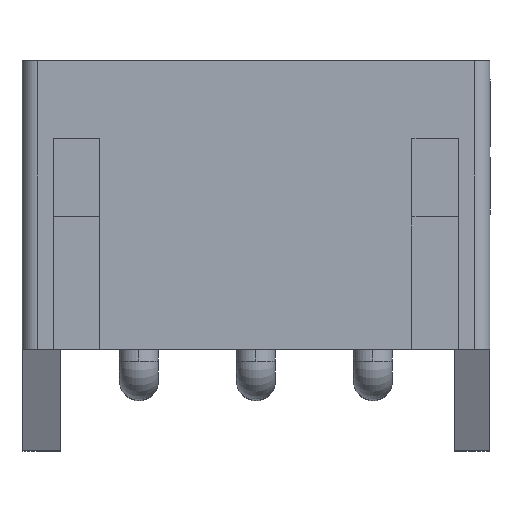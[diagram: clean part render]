
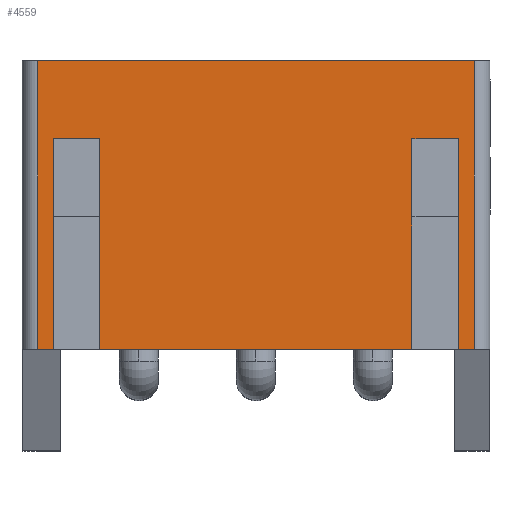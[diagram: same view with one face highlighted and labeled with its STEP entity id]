
A CAD part, top view. The second image highlights one B-rep face of the part: STEP entity #4559.
In plain terms, the highlighted planar face has unit normal (0, 0, 1).
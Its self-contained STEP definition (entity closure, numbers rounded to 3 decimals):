
#269 = DIRECTION ( 'NONE',  ( 0., 0., -1. ) ) ;
#313 = VECTOR ( 'NONE', #6863, 1000. ) ;
#425 = LINE ( 'NONE', #8363, #11514 ) ;
#600 = ORIENTED_EDGE ( 'NONE', *, *, #5274, .T. ) ;
#719 = EDGE_CURVE ( 'NONE', #3628, #1454, #5040, .T. ) ;
#1084 = DIRECTION ( 'NONE',  ( 0., -1., 0. ) ) ;
#1305 = LINE ( 'NONE', #17461, #2987 ) ;
#1311 = VERTEX_POINT ( 'NONE', #9928 ) ;
#1376 = EDGE_LOOP ( 'NONE', ( #13472, #3417, #16088, #6565, #13736, #8218, #10391, #16753, #11179, #11649, #600, #2223 ) ) ;
#1454 = VERTEX_POINT ( 'NONE', #16355 ) ;
#1590 = CARTESIAN_POINT ( 'NONE',  ( 2.6, 1.5, 1.85 ) ) ;
#1660 = EDGE_CURVE ( 'NONE', #16182, #4993, #10877, .T. ) ;
#2012 = VECTOR ( 'NONE', #7300, 1000. ) ;
#2133 = CARTESIAN_POINT ( 'NONE',  ( 3.001, -1.2, 1.85 ) ) ;
#2223 = ORIENTED_EDGE ( 'NONE', *, *, #17450, .T. ) ;
#2449 = VECTOR ( 'NONE', #4079, 1000. ) ;
#2582 = CARTESIAN_POINT ( 'NONE',  ( -2.6, 1.5, 1.85 ) ) ;
#2606 = VECTOR ( 'NONE', #3270, 1000. ) ;
#2885 = DIRECTION ( 'NONE',  ( -1., 0., 0. ) ) ;
#2979 = DIRECTION ( 'NONE',  ( 1., 0., 0. ) ) ;
#2987 = VECTOR ( 'NONE', #8277, 1000. ) ;
#3140 = CARTESIAN_POINT ( 'NONE',  ( 2.8, 0., 1.85 ) ) ;
#3224 = VERTEX_POINT ( 'NONE', #16719 ) ;
#3270 = DIRECTION ( 'NONE',  ( -1., 0., 0. ) ) ;
#3417 = ORIENTED_EDGE ( 'NONE', *, *, #10346, .T. ) ;
#3442 = EDGE_CURVE ( 'NONE', #14092, #3224, #6840, .T. ) ;
#3625 = VERTEX_POINT ( 'NONE', #1590 ) ;
#3628 = VERTEX_POINT ( 'NONE', #12579 ) ;
#4079 = DIRECTION ( 'NONE',  ( 0., 1., 0. ) ) ;
#4559 = ADVANCED_FACE ( 'NONE', ( #11856 ), #6546, .F. ) ;
#4993 = VERTEX_POINT ( 'NONE', #14805 ) ;
#5040 = LINE ( 'NONE', #7698, #15891 ) ;
#5155 = LINE ( 'NONE', #10538, #2449 ) ;
#5169 = EDGE_CURVE ( 'NONE', #9856, #6372, #5155, .T. ) ;
#5274 = EDGE_CURVE ( 'NONE', #6372, #3625, #425, .T. ) ;
#5429 = VECTOR ( 'NONE', #7537, 1000. ) ;
#5553 = CARTESIAN_POINT ( 'NONE',  ( 2.6, -1.2, 1.85 ) ) ;
#5901 = CARTESIAN_POINT ( 'NONE',  ( 0., 0., 1.85 ) ) ;
#6128 = CARTESIAN_POINT ( 'NONE',  ( 2., -1.2, 1.85 ) ) ;
#6372 = VERTEX_POINT ( 'NONE', #12782 ) ;
#6546 = PLANE ( 'NONE',  #15365 ) ;
#6565 = ORIENTED_EDGE ( 'NONE', *, *, #13426, .T. ) ;
#6840 = LINE ( 'NONE', #2582, #12355 ) ;
#6863 = DIRECTION ( 'NONE',  ( 0., -1., 0. ) ) ;
#6947 = LINE ( 'NONE', #7028, #313 ) ;
#6959 = DIRECTION ( 'NONE',  ( 0., 1., 0. ) ) ;
#6988 = DIRECTION ( 'NONE',  ( -1., 0., 0. ) ) ;
#7028 = CARTESIAN_POINT ( 'NONE',  ( 2.6, 1.5, 1.85 ) ) ;
#7300 = DIRECTION ( 'NONE',  ( -1., 0., 0. ) ) ;
#7417 = CARTESIAN_POINT ( 'NONE',  ( -2., -1.2, 1.85 ) ) ;
#7422 = EDGE_CURVE ( 'NONE', #4993, #14092, #13144, .T. ) ;
#7537 = DIRECTION ( 'NONE',  ( -1., 0., 0. ) ) ;
#7698 = CARTESIAN_POINT ( 'NONE',  ( -3., 2.5, 1.85 ) ) ;
#7703 = EDGE_CURVE ( 'NONE', #9856, #16182, #15746, .T. ) ;
#8158 = EDGE_CURVE ( 'NONE', #3224, #9853, #11771, .T. ) ;
#8218 = ORIENTED_EDGE ( 'NONE', *, *, #3442, .F. ) ;
#8277 = DIRECTION ( 'NONE',  ( 0., -1., 0. ) ) ;
#8363 = CARTESIAN_POINT ( 'NONE',  ( 2.6, 1.5, 1.85 ) ) ;
#8652 = EDGE_CURVE ( 'NONE', #1311, #17245, #14997, .T. ) ;
#8871 = CARTESIAN_POINT ( 'NONE',  ( -2.8, -1.2, 1.85 ) ) ;
#9700 = LINE ( 'NONE', #3140, #17302 ) ;
#9803 = CARTESIAN_POINT ( 'NONE',  ( -2., 1.5, 1.85 ) ) ;
#9853 = VERTEX_POINT ( 'NONE', #8871 ) ;
#9856 = VERTEX_POINT ( 'NONE', #6128 ) ;
#9928 = CARTESIAN_POINT ( 'NONE',  ( 2.8, -1.2, 1.85 ) ) ;
#10346 = EDGE_CURVE ( 'NONE', #1311, #3628, #9700, .T. ) ;
#10391 = ORIENTED_EDGE ( 'NONE', *, *, #7422, .F. ) ;
#10433 = DIRECTION ( 'NONE',  ( -1., 0., 0. ) ) ;
#10538 = CARTESIAN_POINT ( 'NONE',  ( 2., 1.5, 1.85 ) ) ;
#10877 = LINE ( 'NONE', #9803, #16638 ) ;
#11179 = ORIENTED_EDGE ( 'NONE', *, *, #7703, .F. ) ;
#11281 = CARTESIAN_POINT ( 'NONE',  ( -2.6, 1.5, 1.85 ) ) ;
#11514 = VECTOR ( 'NONE', #2979, 1000. ) ;
#11649 = ORIENTED_EDGE ( 'NONE', *, *, #5169, .T. ) ;
#11771 = LINE ( 'NONE', #15384, #2606 ) ;
#11856 = FACE_OUTER_BOUND ( 'NONE', #1376, .T. ) ;
#12355 = VECTOR ( 'NONE', #1084, 1000. ) ;
#12382 = DIRECTION ( 'NONE',  ( 0., 1., 0. ) ) ;
#12527 = CARTESIAN_POINT ( 'NONE',  ( 3.001, -1.2, 1.85 ) ) ;
#12579 = CARTESIAN_POINT ( 'NONE',  ( 2.8, 2.5, 1.85 ) ) ;
#12782 = CARTESIAN_POINT ( 'NONE',  ( 2., 1.5, 1.85 ) ) ;
#13144 = LINE ( 'NONE', #11281, #2012 ) ;
#13426 = EDGE_CURVE ( 'NONE', #1454, #9853, #1305, .T. ) ;
#13472 = ORIENTED_EDGE ( 'NONE', *, *, #8652, .F. ) ;
#13736 = ORIENTED_EDGE ( 'NONE', *, *, #8158, .F. ) ;
#14092 = VERTEX_POINT ( 'NONE', #14420 ) ;
#14420 = CARTESIAN_POINT ( 'NONE',  ( -2.6, 1.5, 1.85 ) ) ;
#14805 = CARTESIAN_POINT ( 'NONE',  ( -2., 1.5, 1.85 ) ) ;
#14997 = LINE ( 'NONE', #12527, #16727 ) ;
#15365 = AXIS2_PLACEMENT_3D ( 'NONE', #5901, #269, #6988 ) ;
#15384 = CARTESIAN_POINT ( 'NONE',  ( 3.001, -1.2, 1.85 ) ) ;
#15746 = LINE ( 'NONE', #2133, #5429 ) ;
#15891 = VECTOR ( 'NONE', #10433, 1000. ) ;
#16088 = ORIENTED_EDGE ( 'NONE', *, *, #719, .T. ) ;
#16182 = VERTEX_POINT ( 'NONE', #7417 ) ;
#16355 = CARTESIAN_POINT ( 'NONE',  ( -2.8, 2.5, 1.85 ) ) ;
#16638 = VECTOR ( 'NONE', #12382, 1000. ) ;
#16719 = CARTESIAN_POINT ( 'NONE',  ( -2.6, -1.2, 1.85 ) ) ;
#16727 = VECTOR ( 'NONE', #2885, 1000. ) ;
#16753 = ORIENTED_EDGE ( 'NONE', *, *, #1660, .F. ) ;
#17245 = VERTEX_POINT ( 'NONE', #5553 ) ;
#17302 = VECTOR ( 'NONE', #6959, 1000. ) ;
#17450 = EDGE_CURVE ( 'NONE', #3625, #17245, #6947, .T. ) ;
#17461 = CARTESIAN_POINT ( 'NONE',  ( -2.8, 0., 1.85 ) ) ;
